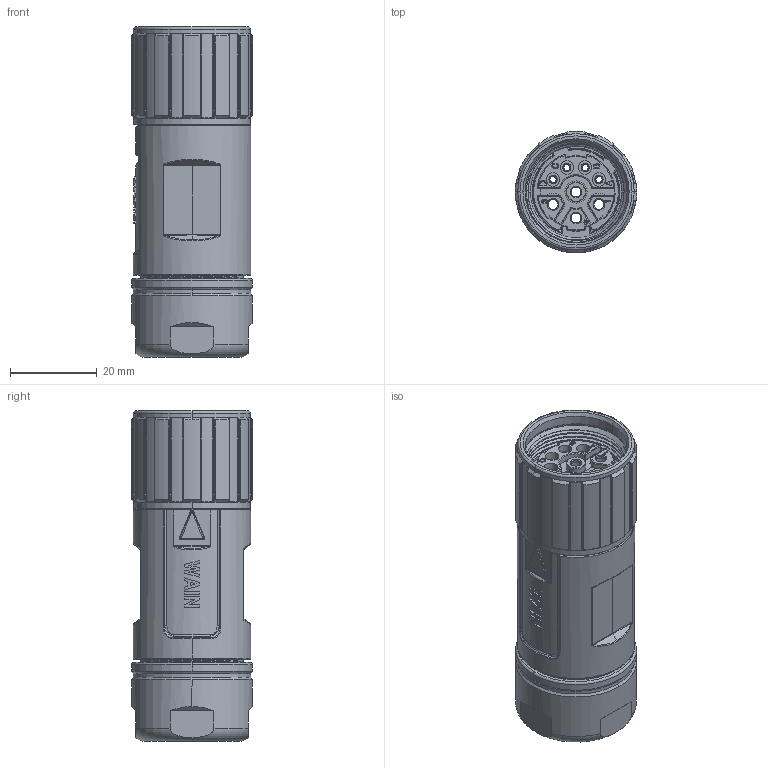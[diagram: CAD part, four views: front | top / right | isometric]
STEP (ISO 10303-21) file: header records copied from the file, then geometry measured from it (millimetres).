
FILE_DESCRIPTION((''),'2;1');
FILE_NAME('M23-F04-4-TH-DXX-SH_SW0001','2017-08-10T',('hq.zhang'),(''),'PRO/ENGINEER BY PARAMETRIC TECHNOLOGY CORPORATION, 2012480','PRO/ENGINEER BY PARAMETRIC TECHNOLOGY CORPORATION, 2012480','');
FILE_SCHEMA(('AUTOMOTIVE_DESIGN { 1 0 10303 214 1 1 1 1 }'));
Products named in the file (1): M23-F04-4-TH-DXX-SH_SW0001
Bounding box: 28 x 27.97 x 76 mm (x, y, z)
Volume: 25861.1 mm3; surface area: 34210.1 mm2
Topology: 1 solids, 1 shells, 2520 faces, 6887 edges, 4381 vertices
Faces by surface type: plane 737, cylinder 570, cone 479, bspline 369, torus 238, extrusion 68, sphere 59
Entity records: 108550 total; most frequent: CARTESIAN_POINT 48084, ORIENTED_EDGE 13774, DIRECTION 11313, EDGE_CURVE 6887, AXIS2_PLACEMENT_3D 4477, VERTEX_POINT 4381, EDGE_LOOP 2654, FACE_OUTER_BOUND 2520
